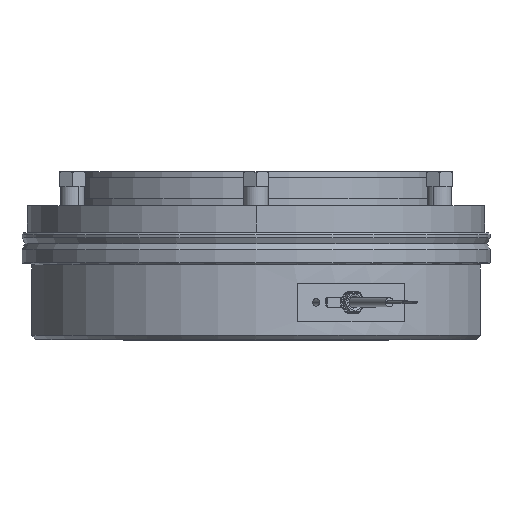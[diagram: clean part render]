
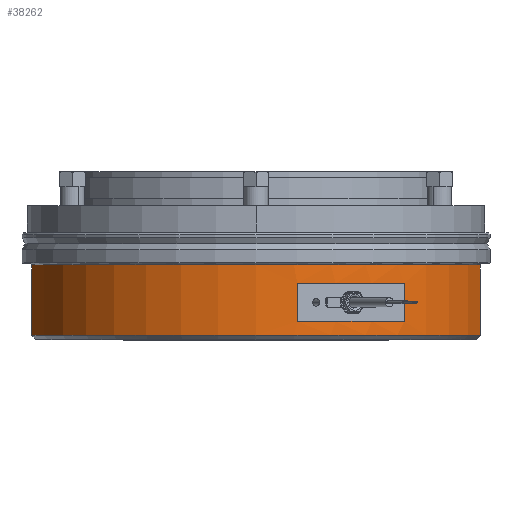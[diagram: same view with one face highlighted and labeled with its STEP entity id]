
A CAD part, front view. The second image highlights one B-rep face of the part: STEP entity #38262.
In plain terms, the highlighted cylindrical face has radius 152 mm (diameter 304 mm), a partial arc.
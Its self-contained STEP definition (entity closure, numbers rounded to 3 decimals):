
#746 = DIRECTION ( 'NONE',  ( -1., 0., 0. ) ) ;
#850 = CIRCLE ( 'NONE', #22058, 152. ) ;
#906 = VERTEX_POINT ( 'NONE', #7460 ) ;
#1091 = CIRCLE ( 'NONE', #34656, 152. ) ;
#1160 = VERTEX_POINT ( 'NONE', #12522 ) ;
#4024 = VERTEX_POINT ( 'NONE', #7675 ) ;
#5814 = CARTESIAN_POINT ( 'NONE',  ( -147.048, -38.483, 26.5 ) ) ;
#6058 = DIRECTION ( 'NONE',  ( -1., 0., 0. ) ) ;
#6347 = DIRECTION ( 'NONE',  ( 0., 0., -1. ) ) ;
#6477 = DIRECTION ( 'NONE',  ( 0., 0., 1. ) ) ;
#6534 = FACE_BOUND ( 'NONE', #23208, .T. ) ;
#7460 = CARTESIAN_POINT ( 'NONE',  ( 27.082, -149.568, 12.5 ) ) ;
#7650 = CARTESIAN_POINT ( 'NONE',  ( 0., 0., 49.5 ) ) ;
#7675 = CARTESIAN_POINT ( 'NONE',  ( 97.167, -116.887, 37.5 ) ) ;
#8464 = VECTOR ( 'NONE', #9692, 1000. ) ;
#8595 = VERTEX_POINT ( 'NONE', #30098 ) ;
#8738 = EDGE_CURVE ( 'NONE', #41458, #8595, #42328, .T. ) ;
#8742 = LINE ( 'NONE', #25729, #35764 ) ;
#9692 = DIRECTION ( 'NONE',  ( 0., 0., 1. ) ) ;
#10038 = EDGE_LOOP ( 'NONE', ( #21638, #42138, #37893, #39979 ) ) ;
#10698 = CARTESIAN_POINT ( 'NONE',  ( 147.048, -38.483, 49.5 ) ) ;
#11366 = EDGE_CURVE ( 'NONE', #906, #1160, #1091, .T. ) ;
#12522 = CARTESIAN_POINT ( 'NONE',  ( 97.167, -116.887, 12.5 ) ) ;
#13389 = CYLINDRICAL_SURFACE ( 'NONE', #32012, 152. ) ;
#15734 = CARTESIAN_POINT ( 'NONE',  ( 0., 0., 3.5 ) ) ;
#16085 = CARTESIAN_POINT ( 'NONE',  ( 147.048, -38.483, 3.5 ) ) ;
#16992 = VERTEX_POINT ( 'NONE', #16085 ) ;
#18069 = ORIENTED_EDGE ( 'NONE', *, *, #26975, .F. ) ;
#18275 = ORIENTED_EDGE ( 'NONE', *, *, #11366, .F. ) ;
#18381 = DIRECTION ( 'NONE',  ( 0., 0., 1. ) ) ;
#18822 = AXIS2_PLACEMENT_3D ( 'NONE', #38886, #32403, #30055 ) ;
#19982 = DIRECTION ( 'NONE',  ( -1., 0., 0. ) ) ;
#20029 = DIRECTION ( 'NONE',  ( 0., 0., -1. ) ) ;
#21630 = CIRCLE ( 'NONE', #39494, 152. ) ;
#21638 = ORIENTED_EDGE ( 'NONE', *, *, #8738, .F. ) ;
#21777 = EDGE_CURVE ( 'NONE', #22845, #16992, #42436, .T. ) ;
#22058 = AXIS2_PLACEMENT_3D ( 'NONE', #15734, #32001, #6058 ) ;
#22604 = EDGE_CURVE ( 'NONE', #35645, #906, #31716, .T. ) ;
#22845 = VERTEX_POINT ( 'NONE', #10698 ) ;
#22981 = CIRCLE ( 'NONE', #18822, 152. ) ;
#23208 = EDGE_LOOP ( 'NONE', ( #34523, #18069, #18275, #38684 ) ) ;
#25108 = CARTESIAN_POINT ( 'NONE',  ( 27.082, -149.568, -6.885 ) ) ;
#25729 = CARTESIAN_POINT ( 'NONE',  ( 97.167, -116.887, -6.885 ) ) ;
#26518 = CARTESIAN_POINT ( 'NONE',  ( 0., 0., -6.885 ) ) ;
#26975 = EDGE_CURVE ( 'NONE', #1160, #4024, #8742, .T. ) ;
#27622 = VECTOR ( 'NONE', #31515, 1000. ) ;
#29149 = EDGE_CURVE ( 'NONE', #22845, #8595, #21630, .T. ) ;
#29763 = EDGE_CURVE ( 'NONE', #4024, #35645, #22981, .T. ) ;
#30055 = DIRECTION ( 'NONE',  ( 1., 0., 0. ) ) ;
#30098 = CARTESIAN_POINT ( 'NONE',  ( -147.048, -38.483, 49.5 ) ) ;
#30402 = DIRECTION ( 'NONE',  ( -1., 0., 0. ) ) ;
#31515 = DIRECTION ( 'NONE',  ( 0., 0., -1. ) ) ;
#31716 = LINE ( 'NONE', #25108, #27622 ) ;
#32001 = DIRECTION ( 'NONE',  ( 0., 0., 1. ) ) ;
#32012 = AXIS2_PLACEMENT_3D ( 'NONE', #26518, #20029, #746 ) ;
#32403 = DIRECTION ( 'NONE',  ( 0., 0., -1. ) ) ;
#33508 = CARTESIAN_POINT ( 'NONE',  ( 0., 0., 12.5 ) ) ;
#34523 = ORIENTED_EDGE ( 'NONE', *, *, #29763, .F. ) ;
#34656 = AXIS2_PLACEMENT_3D ( 'NONE', #33508, #6477, #19982 ) ;
#35645 = VERTEX_POINT ( 'NONE', #36615 ) ;
#35764 = VECTOR ( 'NONE', #18381, 1000. ) ;
#36483 = CARTESIAN_POINT ( 'NONE',  ( -147.048, -38.483, 3.5 ) ) ;
#36561 = FACE_OUTER_BOUND ( 'NONE', #10038, .T. ) ;
#36615 = CARTESIAN_POINT ( 'NONE',  ( 27.082, -149.568, 37.5 ) ) ;
#36851 = DIRECTION ( 'NONE',  ( 0., 0., -1. ) ) ;
#37893 = ORIENTED_EDGE ( 'NONE', *, *, #21777, .F. ) ;
#38262 = ADVANCED_FACE ( 'NONE', ( #6534, #36561 ), #13389, .T. ) ;
#38677 = VECTOR ( 'NONE', #6347, 1000. ) ;
#38684 = ORIENTED_EDGE ( 'NONE', *, *, #22604, .F. ) ;
#38886 = CARTESIAN_POINT ( 'NONE',  ( 0., 0., 37.5 ) ) ;
#38994 = CARTESIAN_POINT ( 'NONE',  ( 147.048, -38.483, 26.5 ) ) ;
#39494 = AXIS2_PLACEMENT_3D ( 'NONE', #7650, #36851, #30402 ) ;
#39979 = ORIENTED_EDGE ( 'NONE', *, *, #29149, .T. ) ;
#40822 = EDGE_CURVE ( 'NONE', #41458, #16992, #850, .T. ) ;
#41458 = VERTEX_POINT ( 'NONE', #36483 ) ;
#42138 = ORIENTED_EDGE ( 'NONE', *, *, #40822, .T. ) ;
#42328 = LINE ( 'NONE', #5814, #8464 ) ;
#42436 = LINE ( 'NONE', #38994, #38677 ) ;
